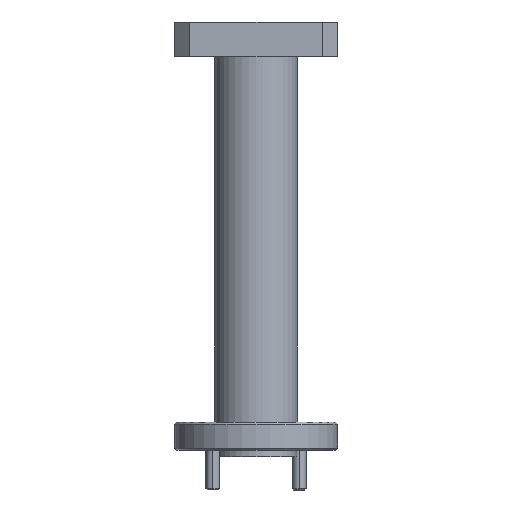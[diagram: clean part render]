
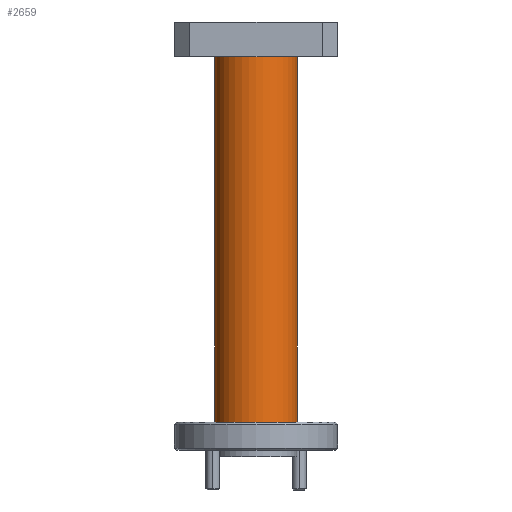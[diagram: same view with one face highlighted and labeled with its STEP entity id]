
A CAD part, front view. The second image highlights one B-rep face of the part: STEP entity #2659.
In plain terms, the highlighted cylindrical face has radius 4.826 mm (diameter 9.652 mm), a partial arc.
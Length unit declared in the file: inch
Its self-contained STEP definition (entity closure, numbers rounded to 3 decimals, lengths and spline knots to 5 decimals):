
#44 = CARTESIAN_POINT ( 'NONE',  ( -2.39645, 0.78669, 1.67037 ) ) ;
#129 = VERTEX_POINT ( 'NONE', #636 ) ;
#134 = VERTEX_POINT ( 'NONE', #44 ) ;
#144 = VERTEX_POINT ( 'NONE', #850 ) ;
#200 = AXIS2_PLACEMENT_3D ( 'NONE', #2552, #1095, #257 ) ;
#248 = EDGE_CURVE ( 'NONE', #134, #2177, #2484, .T. ) ;
#257 = DIRECTION ( 'NONE',  ( 1., 0., 0. ) ) ;
#390 = CARTESIAN_POINT ( 'NONE',  ( -2.77645, 0.78669, 1.67037 ) ) ;
#481 = CARTESIAN_POINT ( 'NONE',  ( -2.58645, 0.78669, 1.67037 ) ) ;
#493 = EDGE_CURVE ( 'NONE', #144, #134, #735, .T. ) ;
#556 = ORIENTED_EDGE ( 'NONE', *, *, #248, .T. ) ;
#568 = AXIS2_PLACEMENT_3D ( 'NONE', #481, #2588, #919 ) ;
#601 = EDGE_LOOP ( 'NONE', ( #1497, #866, #2058, #556 ) ) ;
#625 = AXIS2_PLACEMENT_3D ( 'NONE', #1205, #1003, #2692 ) ;
#636 = CARTESIAN_POINT ( 'NONE',  ( -2.77645, 0.78669, -0.00963 ) ) ;
#735 = LINE ( 'NONE', #1410, #1030 ) ;
#850 = CARTESIAN_POINT ( 'NONE',  ( -2.39645, 0.78669, -0.00963 ) ) ;
#866 = ORIENTED_EDGE ( 'NONE', *, *, #1239, .T. ) ;
#919 = DIRECTION ( 'NONE',  ( 1., 0., 0. ) ) ;
#975 = EDGE_CURVE ( 'NONE', #129, #2177, #2421, .T. ) ;
#997 = CARTESIAN_POINT ( 'NONE',  ( -2.77645, 0.78669, -0.00963 ) ) ;
#1003 = DIRECTION ( 'NONE',  ( 0., 0., 1. ) ) ;
#1030 = VECTOR ( 'NONE', #2262, 39.37008 ) ;
#1095 = DIRECTION ( 'NONE',  ( 0., 0., 1. ) ) ;
#1150 = FACE_OUTER_BOUND ( 'NONE', #601, .T. ) ;
#1205 = CARTESIAN_POINT ( 'NONE',  ( -2.58645, 0.78669, -0.00963 ) ) ;
#1239 = EDGE_CURVE ( 'NONE', #129, #144, #2027, .T. ) ;
#1240 = CYLINDRICAL_SURFACE ( 'NONE', #625, 0.19 ) ;
#1410 = CARTESIAN_POINT ( 'NONE',  ( -2.39645, 0.78669, -0.00963 ) ) ;
#1497 = ORIENTED_EDGE ( 'NONE', *, *, #975, .F. ) ;
#2027 = CIRCLE ( 'NONE', #200, 0.19 ) ;
#2058 = ORIENTED_EDGE ( 'NONE', *, *, #493, .T. ) ;
#2072 = DIRECTION ( 'NONE',  ( 0., 0., 1. ) ) ;
#2177 = VERTEX_POINT ( 'NONE', #390 ) ;
#2262 = DIRECTION ( 'NONE',  ( 0., 0., 1. ) ) ;
#2421 = LINE ( 'NONE', #997, #2682 ) ;
#2484 = CIRCLE ( 'NONE', #568, 0.19 ) ;
#2552 = CARTESIAN_POINT ( 'NONE',  ( -2.58645, 0.78669, -0.00963 ) ) ;
#2588 = DIRECTION ( 'NONE',  ( 0., 0., -1. ) ) ;
#2659 = ADVANCED_FACE ( 'NONE', ( #1150 ), #1240, .T. ) ;
#2682 = VECTOR ( 'NONE', #2072, 39.37008 ) ;
#2692 = DIRECTION ( 'NONE',  ( 1., 0., 0. ) ) ;
